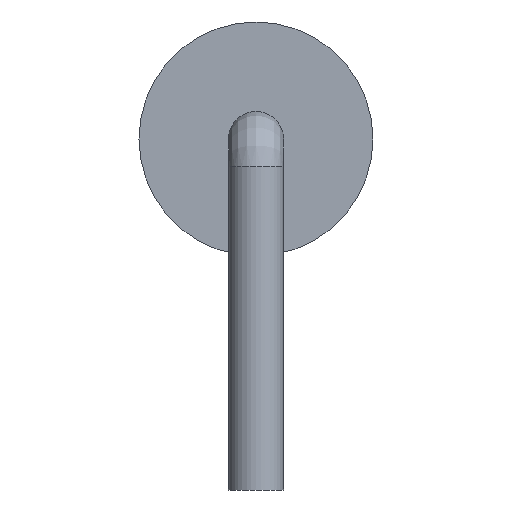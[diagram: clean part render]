
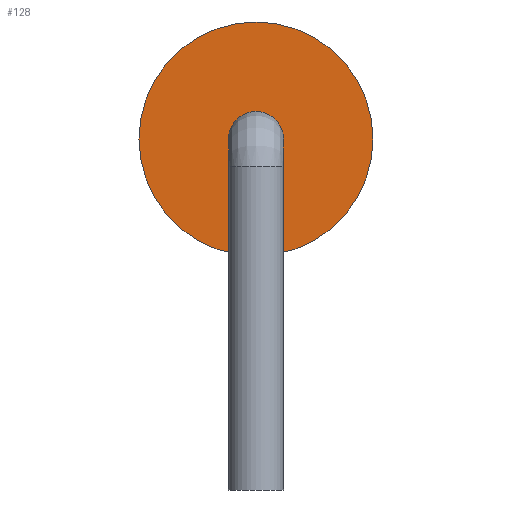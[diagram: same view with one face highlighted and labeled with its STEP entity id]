
A CAD part, left-side view. The second image highlights one B-rep face of the part: STEP entity #128.
In plain terms, the highlighted face is planar.
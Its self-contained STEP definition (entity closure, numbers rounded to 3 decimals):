
#50 = CYLINDRICAL_SURFACE('',#51,1.25);
#51 = AXIS2_PLACEMENT_3D('',#52,#53,#54);
#52 = CARTESIAN_POINT('',(0.,0.,0.));
#53 = DIRECTION('',(0.,0.,1.));
#54 = DIRECTION('',(1.,0.,-0.));
#75 = VERTEX_POINT('',#76);
#76 = CARTESIAN_POINT('',(1.25,0.,0.));
#97 = EDGE_CURVE('',#75,#75,#98,.T.);
#98 = SURFACE_CURVE('',#99,(#104,#111),.PCURVE_S1.);
#99 = CIRCLE('',#100,1.25);
#100 = AXIS2_PLACEMENT_3D('',#101,#102,#103);
#101 = CARTESIAN_POINT('',(0.,0.,0.));
#102 = DIRECTION('',(0.,0.,1.));
#103 = DIRECTION('',(1.,0.,-0.));
#104 = PCURVE('',#50,#105);
#105 = DEFINITIONAL_REPRESENTATION('',(#106),#110);
#106 = LINE('',#107,#108);
#107 = CARTESIAN_POINT('',(0.,0.));
#108 = VECTOR('',#109,1.);
#109 = DIRECTION('',(1.,0.));
#110 = ( GEOMETRIC_REPRESENTATION_CONTEXT(2) 
PARAMETRIC_REPRESENTATION_CONTEXT() REPRESENTATION_CONTEXT('2D SPACE',''
  ) );
#111 = PCURVE('',#112,#117);
#112 = PLANE('',#113);
#113 = AXIS2_PLACEMENT_3D('',#114,#115,#116);
#114 = CARTESIAN_POINT('',(0.,0.,0.));
#115 = DIRECTION('',(0.,0.,1.));
#116 = DIRECTION('',(1.,0.,-0.));
#117 = DEFINITIONAL_REPRESENTATION('',(#118),#122);
#118 = CIRCLE('',#119,1.25);
#119 = AXIS2_PLACEMENT_2D('',#120,#121);
#120 = CARTESIAN_POINT('',(0.,0.));
#121 = DIRECTION('',(1.,0.));
#122 = ( GEOMETRIC_REPRESENTATION_CONTEXT(2) 
PARAMETRIC_REPRESENTATION_CONTEXT() REPRESENTATION_CONTEXT('2D SPACE',''
  ) );
#128 = ADVANCED_FACE('',(#129),#112,.F.);
#129 = FACE_BOUND('',#130,.T.);
#130 = EDGE_LOOP('',(#131));
#131 = ORIENTED_EDGE('',*,*,#97,.F.);
